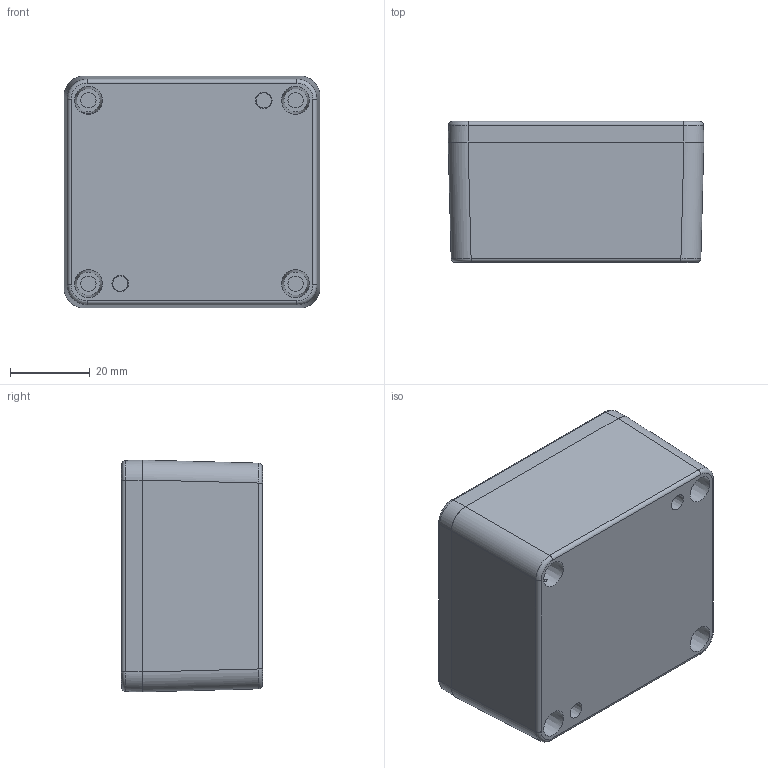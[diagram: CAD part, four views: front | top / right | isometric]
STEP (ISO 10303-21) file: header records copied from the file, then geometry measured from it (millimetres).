
FILE_DESCRIPTION (( 'STEP AP203' ), '1' );
FILE_NAME ('1590Z061.step', '2020-11-14T20:02:23', ( 'ADC123' ), ( 'Microsoft' ), 'SwSTEP 2.0', 'SolidWorks 2019', '' );
FILE_SCHEMA (( 'CONFIG_CONTROL_DESIGN' ));
Products named in the file (1): 1590Z061
Bounding box: 64.2 x 35.4 x 58.2 mm (x, y, z)
Volume: 47411.3 mm3; surface area: 35131.6 mm2
Topology: 6 solids, 6 shells, 1097 faces, 2754 edges, 1733 vertices
Faces by surface type: bspline 442, plane 379, cylinder 156, cone 120
Full cylindrical faces by diameter (mm): 3.42 x4, 3.82 x4
Entity records: 51342 total; most frequent: CARTESIAN_POINT 28724, ORIENTED_EDGE 5334, DIRECTION 3403, EDGE_CURVE 2667, VERTEX_POINT 1716, EDGE_LOOP 1251, AXIS2_PLACEMENT_3D 1157, FACE_OUTER_BOUND 1113
